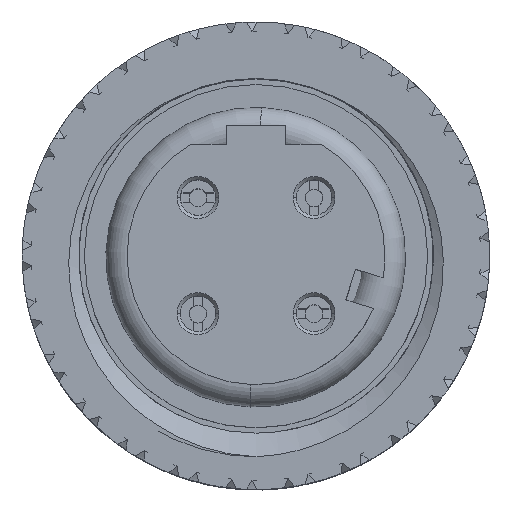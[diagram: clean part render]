
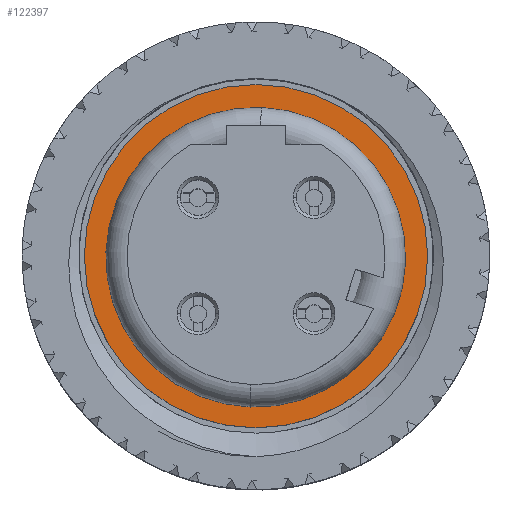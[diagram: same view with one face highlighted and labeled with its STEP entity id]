
A CAD part, top view. The second image highlights one B-rep face of the part: STEP entity #122397.
In plain terms, the highlighted planar face has unit normal (0, 0, 1).
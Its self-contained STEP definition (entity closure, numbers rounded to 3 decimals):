
#2428 = DIRECTION ( 'NONE',  ( -1., 0., 0. ) ) ;
#4381 = LINE ( 'NONE', #133244, #53834 ) ;
#7193 = DIRECTION ( 'NONE',  ( 0., 0., 1. ) ) ;
#7953 = DIRECTION ( 'NONE',  ( -1., 0., 0. ) ) ;
#10427 = ORIENTED_EDGE ( 'NONE', *, *, #50246, .T. ) ;
#10765 = DIRECTION ( 'NONE',  ( 0., 0., -1. ) ) ;
#13672 = CARTESIAN_POINT ( 'NONE',  ( 0., 0., 9.7 ) ) ;
#14463 = DIRECTION ( 'NONE',  ( 0., 0., -1. ) ) ;
#17906 = EDGE_CURVE ( 'NONE', #95838, #119683, #72609, .T. ) ;
#18276 = ORIENTED_EDGE ( 'NONE', *, *, #143397, .T. ) ;
#19570 = ORIENTED_EDGE ( 'NONE', *, *, #17906, .T. ) ;
#21220 = CIRCLE ( 'NONE', #100079, 4. ) ;
#25219 = CARTESIAN_POINT ( 'NONE',  ( -4., 0., 9.7 ) ) ;
#30238 = CARTESIAN_POINT ( 'NONE',  ( -0.925, 3.892, 9.7 ) ) ;
#32305 = ORIENTED_EDGE ( 'NONE', *, *, #126117, .T. ) ;
#33844 = DIRECTION ( 'NONE',  ( 0., 1., 0. ) ) ;
#36245 = DIRECTION ( 'NONE',  ( 0., 0., -1. ) ) ;
#37011 = EDGE_CURVE ( 'NONE', #75288, #73609, #4381, .T. ) ;
#40900 = CARTESIAN_POINT ( 'NONE',  ( 0.925, 4.05, 9.7 ) ) ;
#43258 = DIRECTION ( 'NONE',  ( 1., 0., 0. ) ) ;
#48524 = CARTESIAN_POINT ( 'NONE',  ( 4., 0., 9.7 ) ) ;
#50246 = EDGE_CURVE ( 'NONE', #95583, #75288, #126539, .T. ) ;
#50568 = ORIENTED_EDGE ( 'NONE', *, *, #79311, .T. ) ;
#50787 = CARTESIAN_POINT ( 'NONE',  ( 0., 0., 9.7 ) ) ;
#53834 = VECTOR ( 'NONE', #72636, 1000. ) ;
#55797 = AXIS2_PLACEMENT_3D ( 'NONE', #105165, #14463, #114928 ) ;
#58528 = LINE ( 'NONE', #113970, #111706 ) ;
#61207 = EDGE_LOOP ( 'NONE', ( #75364, #144932, #50568, #19570, #132827, #10427 ) ) ;
#61680 = CIRCLE ( 'NONE', #104790, 4. ) ;
#62752 = FACE_BOUND ( 'NONE', #61207, .T. ) ;
#70789 = EDGE_CURVE ( 'NONE', #73609, #130200, #21220, .T. ) ;
#71126 = EDGE_LOOP ( 'NONE', ( #32305, #18276 ) ) ;
#71385 = CIRCLE ( 'NONE', #140737, 5.325 ) ;
#72609 = CIRCLE ( 'NONE', #55797, 4. ) ;
#72636 = DIRECTION ( 'NONE',  ( 0., -1., 0. ) ) ;
#73609 = VERTEX_POINT ( 'NONE', #106280 ) ;
#75288 = VERTEX_POINT ( 'NONE', #40900 ) ;
#75364 = ORIENTED_EDGE ( 'NONE', *, *, #37011, .T. ) ;
#76217 = PLANE ( 'NONE',  #114930 ) ;
#76745 = CIRCLE ( 'NONE', #131835, 5.325 ) ;
#76954 = FACE_OUTER_BOUND ( 'NONE', #71126, .T. ) ;
#79311 = EDGE_CURVE ( 'NONE', #130200, #95838, #61680, .T. ) ;
#89065 = VERTEX_POINT ( 'NONE', #116287 ) ;
#95583 = VERTEX_POINT ( 'NONE', #112188 ) ;
#95838 = VERTEX_POINT ( 'NONE', #25219 ) ;
#100079 = AXIS2_PLACEMENT_3D ( 'NONE', #13672, #36245, #2428 ) ;
#101498 = CARTESIAN_POINT ( 'NONE',  ( 0., 0., 9.7 ) ) ;
#104055 = CARTESIAN_POINT ( 'NONE',  ( -0.925, 4.05, 9.7 ) ) ;
#104790 = AXIS2_PLACEMENT_3D ( 'NONE', #101498, #10765, #135221 ) ;
#105165 = CARTESIAN_POINT ( 'NONE',  ( 0., 0., 9.7 ) ) ;
#106280 = CARTESIAN_POINT ( 'NONE',  ( 0.925, 3.892, 9.7 ) ) ;
#109876 = CARTESIAN_POINT ( 'NONE',  ( 0., 0., 9.7 ) ) ;
#111706 = VECTOR ( 'NONE', #33844, 1000. ) ;
#112152 = DIRECTION ( 'NONE',  ( 0., 0., 1. ) ) ;
#112188 = CARTESIAN_POINT ( 'NONE',  ( -0.925, 4.05, 9.7 ) ) ;
#113064 = DIRECTION ( 'NONE',  ( 1., 0., 0. ) ) ;
#113970 = CARTESIAN_POINT ( 'NONE',  ( -0.925, 4.05, 9.7 ) ) ;
#114928 = DIRECTION ( 'NONE',  ( -1., 0., 0. ) ) ;
#114930 = AXIS2_PLACEMENT_3D ( 'NONE', #50787, #121162, #7953 ) ;
#116287 = CARTESIAN_POINT ( 'NONE',  ( -5.325, 0., 9.7 ) ) ;
#119683 = VERTEX_POINT ( 'NONE', #30238 ) ;
#121162 = DIRECTION ( 'NONE',  ( 0., 0., -1. ) ) ;
#122397 = ADVANCED_FACE ( 'NONE', ( #76954, #62752 ), #76217, .F. ) ;
#122613 = DIRECTION ( 'NONE',  ( 1., 0., 0. ) ) ;
#122673 = CARTESIAN_POINT ( 'NONE',  ( 0., 0., 9.7 ) ) ;
#123969 = CARTESIAN_POINT ( 'NONE',  ( 5.325, 0., 9.7 ) ) ;
#126117 = EDGE_CURVE ( 'NONE', #146984, #89065, #76745, .T. ) ;
#126539 = LINE ( 'NONE', #104055, #130766 ) ;
#130200 = VERTEX_POINT ( 'NONE', #48524 ) ;
#130766 = VECTOR ( 'NONE', #113064, 1000. ) ;
#131835 = AXIS2_PLACEMENT_3D ( 'NONE', #109876, #7193, #122613 ) ;
#132725 = EDGE_CURVE ( 'NONE', #119683, #95583, #58528, .T. ) ;
#132827 = ORIENTED_EDGE ( 'NONE', *, *, #132725, .T. ) ;
#133244 = CARTESIAN_POINT ( 'NONE',  ( 0.925, 4.05, 9.7 ) ) ;
#135221 = DIRECTION ( 'NONE',  ( -1., 0., 0. ) ) ;
#140737 = AXIS2_PLACEMENT_3D ( 'NONE', #122673, #112152, #43258 ) ;
#143397 = EDGE_CURVE ( 'NONE', #89065, #146984, #71385, .T. ) ;
#144932 = ORIENTED_EDGE ( 'NONE', *, *, #70789, .T. ) ;
#146984 = VERTEX_POINT ( 'NONE', #123969 ) ;
